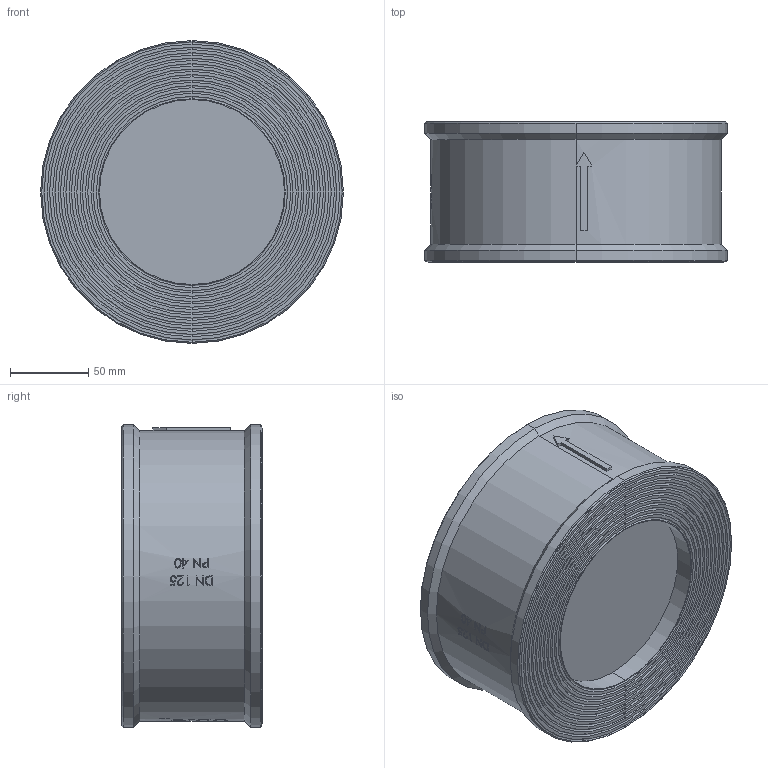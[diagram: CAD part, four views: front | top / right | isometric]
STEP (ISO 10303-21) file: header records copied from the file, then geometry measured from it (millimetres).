
FILE_DESCRIPTION (( 'STEP AP214' ), '1' );
FILE_NAME ('RV110-DN125-PN40-Disco-Rückschlagventil-Fergo.STEP', '2022-11-03T14:20:01', ( '' ), ( '' ), 'SwSTEP 2.0', 'SolidWorks 2022', '' );
FILE_SCHEMA (( 'AUTOMOTIVE_DESIGN' ));
Length unit declared in the file: millimetre
Products named in the file (1): RV110-DN125-PN40-Disco-Rückschlagventil-Fergo
Bounding box: 194 x 90 x 194 mm (x, y, z)
Volume: 2307209.1 mm3; surface area: 129117.5 mm2
Topology: 1 solids, 1 shells, 124 faces, 411 edges, 338 vertices
Faces by surface type: cylinder 44, torus 36, plane 34, cone 8, bspline 2
Entity records: 9034 total; most frequent: CARTESIAN_POINT 5513, ORIENTED_EDGE 822, DIRECTION 588, EDGE_CURVE 411, VERTEX_POINT 338, AXIS2_PLACEMENT_3D 269, B_SPLINE_CURVE_WITH_KNOTS 215, EDGE_LOOP 173
